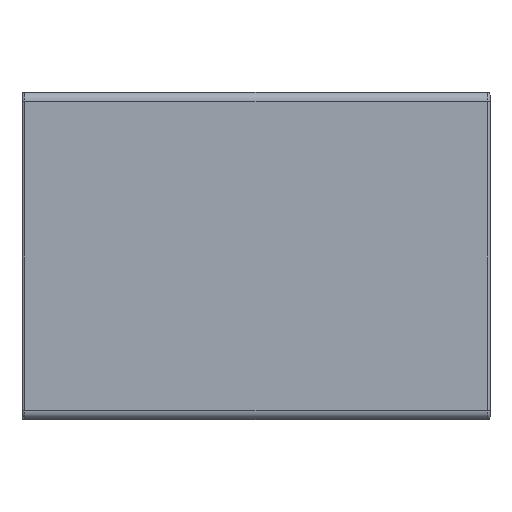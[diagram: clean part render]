
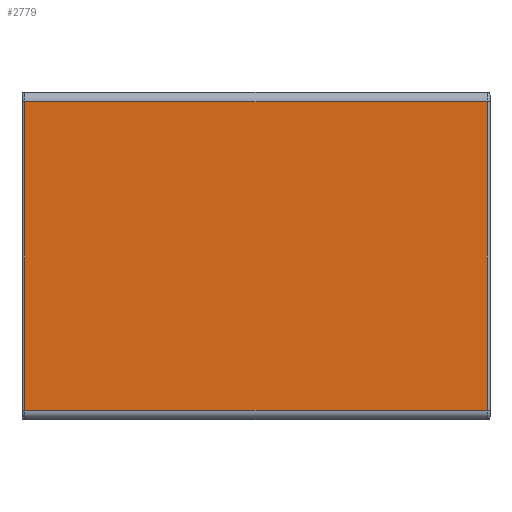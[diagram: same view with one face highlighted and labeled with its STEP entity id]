
A CAD part, front view. The second image highlights one B-rep face of the part: STEP entity #2779.
In plain terms, the highlighted planar face has unit normal (0, -1, 0).
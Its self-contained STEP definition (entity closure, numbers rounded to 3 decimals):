
#366=FACE_OUTER_BOUND('',#530,.T.);
#530=EDGE_LOOP('',(#2185,#2186,#2187,#2188));
#742=LINE('',#6683,#976);
#753=LINE('',#6711,#987);
#754=LINE('',#6714,#988);
#755=LINE('',#6715,#989);
#976=VECTOR('',#3231,1000.);
#987=VECTOR('',#3256,1000.);
#988=VECTOR('',#3261,1000.);
#989=VECTOR('',#3262,1000.);
#1227=VERTEX_POINT('',#6681);
#1228=VERTEX_POINT('',#6682);
#1237=VERTEX_POINT('',#6708);
#1238=VERTEX_POINT('',#6710);
#1552=EDGE_CURVE('',#1227,#1228,#742,.T.);
#1566=EDGE_CURVE('',#1238,#1237,#753,.T.);
#1568=EDGE_CURVE('',#1237,#1228,#754,.T.);
#1569=EDGE_CURVE('',#1227,#1238,#755,.T.);
#2185=ORIENTED_EDGE('',*,*,#1566,.T.);
#2186=ORIENTED_EDGE('',*,*,#1568,.T.);
#2187=ORIENTED_EDGE('',*,*,#1552,.F.);
#2188=ORIENTED_EDGE('',*,*,#1569,.T.);
#2510=PLANE('',#2903);
#2779=ADVANCED_FACE('',(#366),#2510,.T.);
#2903=AXIS2_PLACEMENT_3D('',#6713,#3259,#3260);
#3231=DIRECTION('',(1.,0.,0.));
#3256=DIRECTION('',(1.,0.,0.));
#3259=DIRECTION('center_axis',(0.,-1.,0.));
#3260=DIRECTION('ref_axis',(1.,0.,0.));
#3261=DIRECTION('',(0.,0.,1.));
#3262=DIRECTION('',(0.,0.,-1.));
#6681=CARTESIAN_POINT('',(-0.247,-0.5,0.32));
#6682=CARTESIAN_POINT('',(0.247,-0.5,0.32));
#6683=CARTESIAN_POINT('',(-0.68,-0.5,0.32));
#6708=CARTESIAN_POINT('',(0.247,-0.5,-0.01));
#6710=CARTESIAN_POINT('',(-0.247,-0.5,-0.01));
#6711=CARTESIAN_POINT('',(-0.68,-0.5,-0.01));
#6713=CARTESIAN_POINT('Origin',(-0.68,-0.5,-0.01));
#6714=CARTESIAN_POINT('',(0.247,-0.5,-0.01));
#6715=CARTESIAN_POINT('',(-0.247,-0.5,-0.01));
